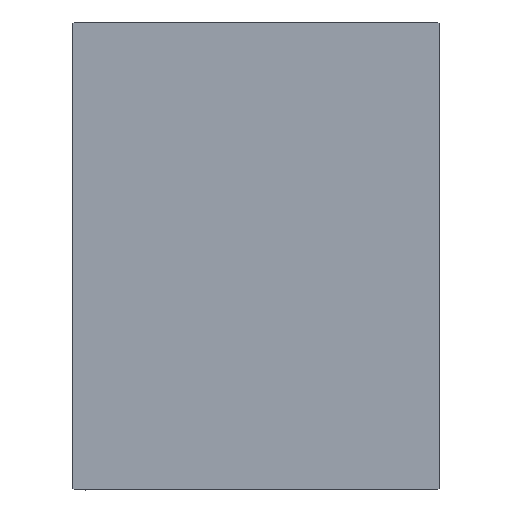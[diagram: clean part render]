
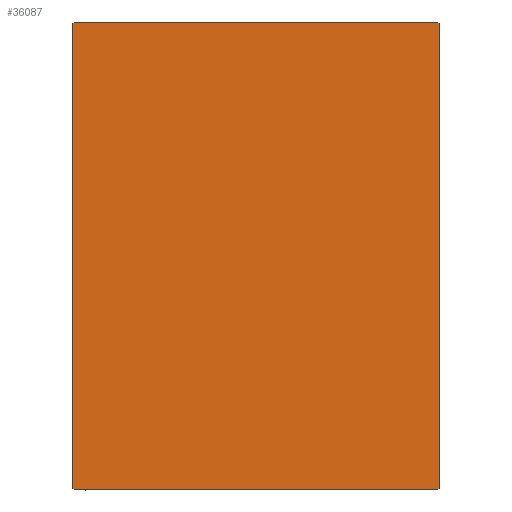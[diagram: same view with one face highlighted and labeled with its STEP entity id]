
A CAD part, left-side view. The second image highlights one B-rep face of the part: STEP entity #36087.
In plain terms, the highlighted face is planar.
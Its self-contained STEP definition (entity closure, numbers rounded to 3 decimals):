
#101 = VECTOR ( 'NONE', #8922, 1000. ) ;
#165 = AXIS2_PLACEMENT_3D ( 'NONE', #7094, #27243, #23815 ) ;
#194 = VECTOR ( 'NONE', #18186, 1000. ) ;
#1891 = LINE ( 'NONE', #40307, #16050 ) ;
#2483 = VERTEX_POINT ( 'NONE', #44339 ) ;
#2653 = ORIENTED_EDGE ( 'NONE', *, *, #22535, .T. ) ;
#3148 = CARTESIAN_POINT ( 'NONE',  ( 108., 45., -57.2 ) ) ;
#3501 = VECTOR ( 'NONE', #21647, 1000. ) ;
#4179 = ORIENTED_EDGE ( 'NONE', *, *, #15720, .T. ) ;
#5291 = CARTESIAN_POINT ( 'NONE',  ( 108., -51.1, -51.1 ) ) ;
#6032 = CARTESIAN_POINT ( 'NONE',  ( 108., 51.1, -51.1 ) ) ;
#7094 = CARTESIAN_POINT ( 'NONE',  ( 108., 0., 0. ) ) ;
#7682 = CARTESIAN_POINT ( 'NONE',  ( 108., -51.1, 51.1 ) ) ;
#7706 = ORIENTED_EDGE ( 'NONE', *, *, #19798, .T. ) ;
#8697 = CARTESIAN_POINT ( 'NONE',  ( 108., 45., 57.5 ) ) ;
#8922 = DIRECTION ( 'NONE',  ( 0., -1., 0. ) ) ;
#8974 = DIRECTION ( 'NONE',  ( 0., 1., 0. ) ) ;
#10069 = FACE_OUTER_BOUND ( 'NONE', #22281, .T. ) ;
#11520 = VECTOR ( 'NONE', #34147, 1000. ) ;
#11751 = LINE ( 'NONE', #43752, #15115 ) ;
#14398 = ORIENTED_EDGE ( 'NONE', *, *, #17642, .T. ) ;
#15115 = VECTOR ( 'NONE', #36656, 1000. ) ;
#15720 = EDGE_CURVE ( 'NONE', #19984, #2483, #11751, .T. ) ;
#16050 = VECTOR ( 'NONE', #8974, 1000. ) ;
#17642 = EDGE_CURVE ( 'NONE', #36216, #35153, #33922, .T. ) ;
#18186 = DIRECTION ( 'NONE',  ( 0., 0., -1. ) ) ;
#18768 = ORIENTED_EDGE ( 'NONE', *, *, #41485, .T. ) ;
#19285 = CARTESIAN_POINT ( 'NONE',  ( 108., -45., 57.2 ) ) ;
#19798 = EDGE_CURVE ( 'NONE', #36728, #25098, #40732, .T. ) ;
#19984 = VERTEX_POINT ( 'NONE', #25400 ) ;
#21647 = DIRECTION ( 'NONE',  ( 0., -0.707, -0.707 ) ) ;
#22265 = LINE ( 'NONE', #33001, #39041 ) ;
#22281 = EDGE_LOOP ( 'NONE', ( #37767, #14398, #18768, #4179, #23949, #2653, #43081, #7706 ) ) ;
#22535 = EDGE_CURVE ( 'NONE', #34698, #33209, #36234, .T. ) ;
#23815 = DIRECTION ( 'NONE',  ( 0., 0., -1. ) ) ;
#23949 = ORIENTED_EDGE ( 'NONE', *, *, #33470, .T. ) ;
#25098 = VERTEX_POINT ( 'NONE', #42236 ) ;
#25400 = CARTESIAN_POINT ( 'NONE',  ( 108., 45., 57.2 ) ) ;
#27243 = DIRECTION ( 'NONE',  ( 1., 0., 0. ) ) ;
#27342 = CARTESIAN_POINT ( 'NONE',  ( 108., -44.7, 57.5 ) ) ;
#28596 = EDGE_CURVE ( 'NONE', #25098, #36216, #1891, .T. ) ;
#28920 = CARTESIAN_POINT ( 'NONE',  ( 108., -45., -57.2 ) ) ;
#29302 = LINE ( 'NONE', #8697, #101 ) ;
#33001 = CARTESIAN_POINT ( 'NONE',  ( 108., 45., -57.5 ) ) ;
#33209 = VERTEX_POINT ( 'NONE', #19285 ) ;
#33218 = DIRECTION ( 'NONE',  ( 0., 0., 1. ) ) ;
#33470 = EDGE_CURVE ( 'NONE', #2483, #34698, #29302, .T. ) ;
#33922 = LINE ( 'NONE', #6032, #11520 ) ;
#34147 = DIRECTION ( 'NONE',  ( 0., 0.707, 0.707 ) ) ;
#34698 = VERTEX_POINT ( 'NONE', #27342 ) ;
#35153 = VERTEX_POINT ( 'NONE', #3148 ) ;
#35541 = LINE ( 'NONE', #35985, #194 ) ;
#35985 = CARTESIAN_POINT ( 'NONE',  ( 108., -45., 57.5 ) ) ;
#36087 = ADVANCED_FACE ( 'NONE', ( #10069 ), #44613, .T. ) ;
#36216 = VERTEX_POINT ( 'NONE', #39555 ) ;
#36234 = LINE ( 'NONE', #7682, #3501 ) ;
#36656 = DIRECTION ( 'NONE',  ( 0., -0.707, 0.707 ) ) ;
#36728 = VERTEX_POINT ( 'NONE', #28920 ) ;
#36735 = EDGE_CURVE ( 'NONE', #33209, #36728, #35541, .T. ) ;
#37767 = ORIENTED_EDGE ( 'NONE', *, *, #28596, .T. ) ;
#39041 = VECTOR ( 'NONE', #33218, 1000. ) ;
#39555 = CARTESIAN_POINT ( 'NONE',  ( 108., 44.7, -57.5 ) ) ;
#40282 = DIRECTION ( 'NONE',  ( 0., 0.707, -0.707 ) ) ;
#40307 = CARTESIAN_POINT ( 'NONE',  ( 108., -45., -57.5 ) ) ;
#40732 = LINE ( 'NONE', #5291, #44421 ) ;
#41485 = EDGE_CURVE ( 'NONE', #35153, #19984, #22265, .T. ) ;
#42236 = CARTESIAN_POINT ( 'NONE',  ( 108., -44.7, -57.5 ) ) ;
#43081 = ORIENTED_EDGE ( 'NONE', *, *, #36735, .T. ) ;
#43752 = CARTESIAN_POINT ( 'NONE',  ( 108., 51.1, 51.1 ) ) ;
#44339 = CARTESIAN_POINT ( 'NONE',  ( 108., 44.7, 57.5 ) ) ;
#44421 = VECTOR ( 'NONE', #40282, 1000. ) ;
#44613 = PLANE ( 'NONE',  #165 ) ;
